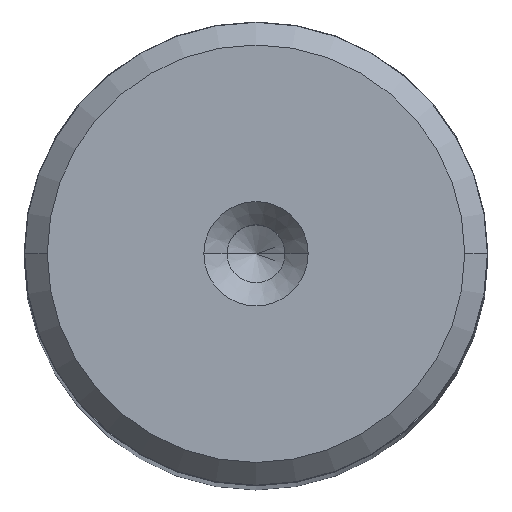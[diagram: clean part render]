
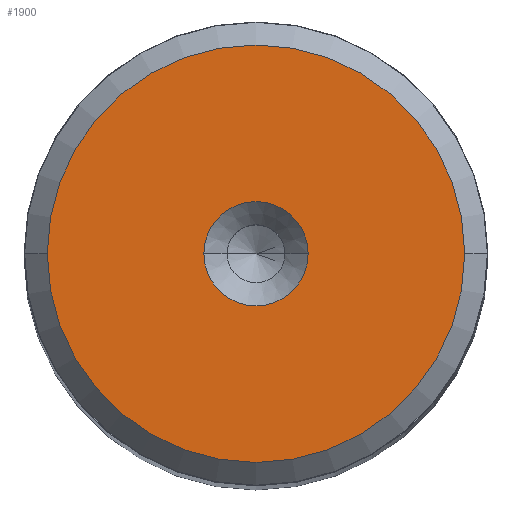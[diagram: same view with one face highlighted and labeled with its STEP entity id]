
A CAD part, top view. The second image highlights one B-rep face of the part: STEP entity #1900.
In plain terms, the highlighted planar face has unit normal (0, 0, 1).
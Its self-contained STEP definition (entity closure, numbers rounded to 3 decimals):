
#2 = DIRECTION ( 'NONE',  ( 0., 0., 1. ) ) ;
#90 = CIRCLE ( 'NONE', #882, 2.25 ) ;
#101 = AXIS2_PLACEMENT_3D ( 'NONE', #1779, #780, #763 ) ;
#148 = VERTEX_POINT ( 'NONE', #1456 ) ;
#172 = CARTESIAN_POINT ( 'NONE',  ( 2.25, 0., 110. ) ) ;
#271 = CARTESIAN_POINT ( 'NONE',  ( 0., 0., 110. ) ) ;
#281 = VERTEX_POINT ( 'NONE', #2060 ) ;
#329 = CIRCLE ( 'NONE', #741, 9.009 ) ;
#375 = ORIENTED_EDGE ( 'NONE', *, *, #1273, .F. ) ;
#388 = VERTEX_POINT ( 'NONE', #172 ) ;
#396 = EDGE_CURVE ( 'NONE', #1078, #281, #329, .T. ) ;
#545 = DIRECTION ( 'NONE',  ( 1., 0., 0. ) ) ;
#576 = CARTESIAN_POINT ( 'NONE',  ( 0., 0., 110. ) ) ;
#682 = CARTESIAN_POINT ( 'NONE',  ( 0., 0., 110. ) ) ;
#703 = AXIS2_PLACEMENT_3D ( 'NONE', #271, #1418, #730 ) ;
#730 = DIRECTION ( 'NONE',  ( 1., 0., 0. ) ) ;
#741 = AXIS2_PLACEMENT_3D ( 'NONE', #682, #2, #1360 ) ;
#751 = ORIENTED_EDGE ( 'NONE', *, *, #396, .T. ) ;
#763 = DIRECTION ( 'NONE',  ( 1., 0., 0. ) ) ;
#780 = DIRECTION ( 'NONE',  ( 0., 0., 1. ) ) ;
#809 = EDGE_LOOP ( 'NONE', ( #751, #1262 ) ) ;
#828 = EDGE_CURVE ( 'NONE', #148, #388, #1488, .T. ) ;
#882 = AXIS2_PLACEMENT_3D ( 'NONE', #576, #884, #545 ) ;
#884 = DIRECTION ( 'NONE',  ( 0., 0., 1. ) ) ;
#897 = FACE_OUTER_BOUND ( 'NONE', #809, .T. ) ;
#1017 = DIRECTION ( 'NONE',  ( 0., 0., 1. ) ) ;
#1037 = DIRECTION ( 'NONE',  ( 1., 0., 0. ) ) ;
#1078 = VERTEX_POINT ( 'NONE', #1865 ) ;
#1262 = ORIENTED_EDGE ( 'NONE', *, *, #1566, .T. ) ;
#1273 = EDGE_CURVE ( 'NONE', #388, #148, #90, .T. ) ;
#1323 = CIRCLE ( 'NONE', #1796, 9.009 ) ;
#1360 = DIRECTION ( 'NONE',  ( 1., 0., 0. ) ) ;
#1418 = DIRECTION ( 'NONE',  ( 0., 0., 1. ) ) ;
#1456 = CARTESIAN_POINT ( 'NONE',  ( -2.25, 0., 110. ) ) ;
#1488 = CIRCLE ( 'NONE', #703, 2.25 ) ;
#1566 = EDGE_CURVE ( 'NONE', #281, #1078, #1323, .T. ) ;
#1590 = ORIENTED_EDGE ( 'NONE', *, *, #828, .F. ) ;
#1667 = FACE_BOUND ( 'NONE', #1688, .T. ) ;
#1688 = EDGE_LOOP ( 'NONE', ( #375, #1590 ) ) ;
#1759 = PLANE ( 'NONE',  #101 ) ;
#1779 = CARTESIAN_POINT ( 'NONE',  ( 0., 0., 110. ) ) ;
#1796 = AXIS2_PLACEMENT_3D ( 'NONE', #2022, #1017, #1037 ) ;
#1865 = CARTESIAN_POINT ( 'NONE',  ( -9.009, 0., 110. ) ) ;
#1900 = ADVANCED_FACE ( 'NONE', ( #1667, #897 ), #1759, .T. ) ;
#2022 = CARTESIAN_POINT ( 'NONE',  ( 0., 0., 110. ) ) ;
#2060 = CARTESIAN_POINT ( 'NONE',  ( 9.009, 0., 110. ) ) ;
